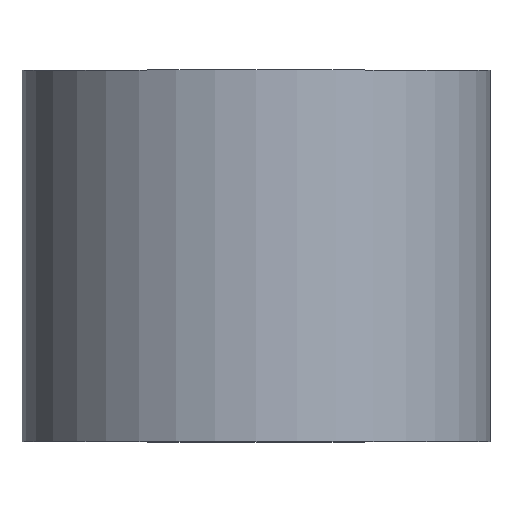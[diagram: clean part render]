
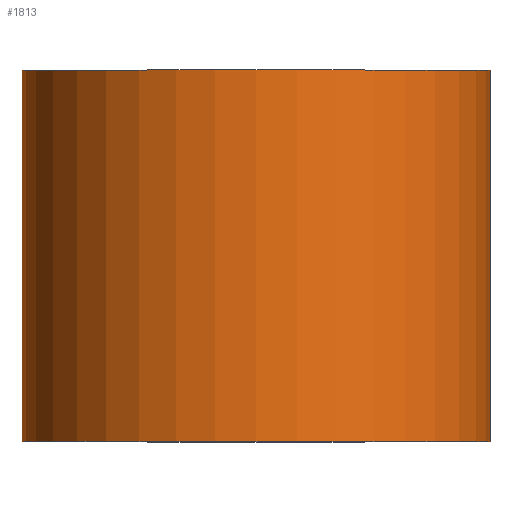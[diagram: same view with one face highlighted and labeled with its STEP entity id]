
A CAD part, top view. The second image highlights one B-rep face of the part: STEP entity #1813.
In plain terms, the highlighted cylindrical face has radius 7.5 mm (diameter 15 mm), a full revolution.
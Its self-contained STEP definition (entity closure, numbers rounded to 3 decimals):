
#1774=CARTESIAN_POINT('',(0.,11.9,-7.5));
#1775=VERTEX_POINT('',#1774);
#1776=CARTESIAN_POINT('',(0.,11.9,0.));
#1777=DIRECTION('',(-0.,1.,-0.));
#1778=DIRECTION('',(0.,0.,-1.));
#1779=AXIS2_PLACEMENT_3D('',#1776,#1777,#1778);
#1780=CIRCLE('',#1779,7.5);
#1781=EDGE_CURVE('',#1775,#1775,#1780,.T.);
#1789=CARTESIAN_POINT('',(0.,11.9,0.));
#1790=DIRECTION('',(0.,-1.,0.));
#1791=DIRECTION('',(0.,0.,-1.));
#1792=AXIS2_PLACEMENT_3D('',#1789,#1790,#1791);
#1793=CYLINDRICAL_SURFACE('',#1792,7.5);
#1794=CARTESIAN_POINT('',(0.,-0.,-7.5));
#1795=VERTEX_POINT('',#1794);
#1796=CARTESIAN_POINT('',(0.,-0.,-7.5));
#1797=DIRECTION('',(-0.,1.,-0.));
#1798=VECTOR('',#1797,11.9);
#1799=LINE('',#1796,#1798);
#1800=EDGE_CURVE('',#1795,#1775,#1799,.T.);
#1801=ORIENTED_EDGE('',*,*,#1800,.T.);
#1802=ORIENTED_EDGE('',*,*,#1781,.F.);
#1803=ORIENTED_EDGE('',*,*,#1800,.F.);
#1804=CARTESIAN_POINT('',(0.,0.,0.));
#1805=DIRECTION('',(-0.,1.,-0.));
#1806=DIRECTION('',(0.,0.,-1.));
#1807=AXIS2_PLACEMENT_3D('',#1804,#1805,#1806);
#1808=CIRCLE('',#1807,7.5);
#1809=EDGE_CURVE('',#1795,#1795,#1808,.T.);
#1810=ORIENTED_EDGE('',*,*,#1809,.T.);
#1811=EDGE_LOOP('',(#1801,#1802,#1803,#1810));
#1812=FACE_BOUND('',#1811,.T.);
#1813=ADVANCED_FACE('',(#1812),#1793,.T.);
